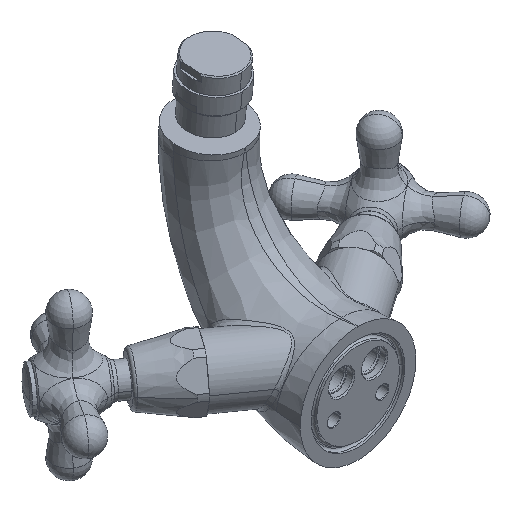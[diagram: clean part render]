
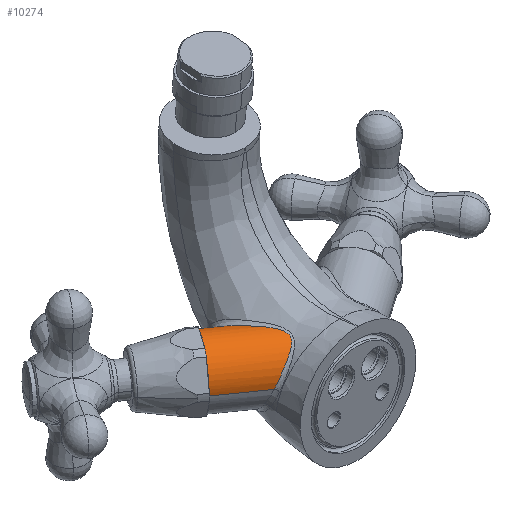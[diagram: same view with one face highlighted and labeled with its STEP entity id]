
A CAD part, isometric view. The second image highlights one B-rep face of the part: STEP entity #10274.
In plain terms, the highlighted cylindrical face has radius 13.75 mm (diameter 27.5 mm), a partial arc.
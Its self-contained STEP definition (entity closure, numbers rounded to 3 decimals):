
#2404=CARTESIAN_POINT('',(-35.,36.,8.));
#2405=DIRECTION('',(0.819,-0.574,0.));
#2406=DIRECTION('',(0.574,0.819,0.));
#2407=AXIS2_PLACEMENT_3D('',#2404,#2405,#2406);
#2409=DIRECTION('',(-0.819,0.574,0.));
#2410=VECTOR('',#2409,3.302);
#2411=CARTESIAN_POINT('',(-24.408,45.369,8.));
#2412=LINE('',#2411,#2410);
#2413=CARTESIAN_POINT('',(-25.111,43.939,14.39));
#2414=CARTESIAN_POINT('',(-25.118,44.071,14.191));
#2415=CARTESIAN_POINT('',(-25.125,44.32,13.786));
#2416=CARTESIAN_POINT('',(-25.11,44.644,13.155));
#2417=CARTESIAN_POINT('',(-25.071,44.917,12.499));
#2418=CARTESIAN_POINT('',(-25.011,45.139,11.819));
#2419=CARTESIAN_POINT('',(-24.929,45.306,11.113));
#2420=CARTESIAN_POINT('',(-24.827,45.418,10.381));
#2421=CARTESIAN_POINT('',(-24.707,45.47,9.62));
#2422=CARTESIAN_POINT('',(-24.567,45.46,8.828));
#2423=CARTESIAN_POINT('',(-24.463,45.408,8.279));
#2424=CARTESIAN_POINT('',(-24.408,45.369,8.));
#2426=CARTESIAN_POINT('',(-25.51,12.569,8.));
#2427=CARTESIAN_POINT('',(-25.371,12.472,8.373));
#2428=CARTESIAN_POINT('',(-25.069,12.298,9.12));
#2429=CARTESIAN_POINT('',(-24.549,12.101,10.236));
#2430=CARTESIAN_POINT('',(-23.959,11.967,11.342));
#2431=CARTESIAN_POINT('',(-23.3,11.898,12.433));
#2432=CARTESIAN_POINT('',(-22.577,11.895,13.498));
#2433=CARTESIAN_POINT('',(-21.793,11.958,14.53));
#2434=CARTESIAN_POINT('',(-20.958,12.09,15.518));
#2435=CARTESIAN_POINT('',(-20.085,12.29,16.45));
#2436=CARTESIAN_POINT('',(-19.196,12.556,17.309));
#2437=CARTESIAN_POINT('',(-18.324,12.882,18.08));
#2438=CARTESIAN_POINT('',(-17.513,13.252,18.74));
#2439=CARTESIAN_POINT('',(-16.806,13.644,19.281));
#2440=CARTESIAN_POINT('',(-16.202,14.045,19.721));
#2441=CARTESIAN_POINT('',(-15.696,14.449,20.079));
#2442=CARTESIAN_POINT('',(-15.276,14.852,20.372));
#2443=CARTESIAN_POINT('',(-14.934,15.251,20.612));
#2444=CARTESIAN_POINT('',(-14.655,15.649,20.812));
#2445=CARTESIAN_POINT('',(-14.428,16.051,20.981));
#2446=CARTESIAN_POINT('',(-14.248,16.462,21.126));
#2447=CARTESIAN_POINT('',(-14.111,16.888,21.253));
#2448=CARTESIAN_POINT('',(-14.012,17.339,21.363));
#2449=CARTESIAN_POINT('',(-13.954,17.825,21.461));
#2450=CARTESIAN_POINT('',(-13.941,18.357,21.546));
#2451=CARTESIAN_POINT('',(-13.979,18.951,21.62));
#2452=CARTESIAN_POINT('',(-14.08,19.618,21.68));
#2453=CARTESIAN_POINT('',(-14.254,20.363,21.723));
#2454=CARTESIAN_POINT('',(-14.508,21.19,21.748));
#2455=CARTESIAN_POINT('',(-14.85,22.101,21.753));
#2456=CARTESIAN_POINT('',(-15.282,23.102,21.734));
#2457=CARTESIAN_POINT('',(-15.81,24.199,21.689));
#2458=CARTESIAN_POINT('',(-16.433,25.398,21.614));
#2459=CARTESIAN_POINT('',(-17.155,26.71,21.503));
#2460=CARTESIAN_POINT('',(-17.976,28.15,21.347));
#2461=CARTESIAN_POINT('',(-18.896,29.737,21.132));
#2462=CARTESIAN_POINT('',(-19.931,31.529,20.829));
#2463=CARTESIAN_POINT('',(-21.024,33.474,20.412));
#2464=CARTESIAN_POINT('',(-21.954,35.218,19.94));
#2465=CARTESIAN_POINT('',(-22.705,36.72,19.443));
#2466=CARTESIAN_POINT('',(-23.317,38.04,18.919));
#2467=CARTESIAN_POINT('',(-23.799,39.18,18.38));
#2468=CARTESIAN_POINT('',(-24.176,40.166,17.834));
#2469=CARTESIAN_POINT('',(-24.47,41.023,17.281));
#2470=CARTESIAN_POINT('',(-24.695,41.773,16.72));
#2471=CARTESIAN_POINT('',(-24.865,42.432,16.15));
#2472=CARTESIAN_POINT('',(-24.987,43.007,15.574));
#2473=CARTESIAN_POINT('',(-25.069,43.509,14.99));
#2474=CARTESIAN_POINT('',(-25.1,43.803,14.591));
#2475=CARTESIAN_POINT('',(-25.111,43.939,14.39));
#2477=DIRECTION('',(-0.819,0.574,0.));
#2478=VECTOR('',#2477,21.213);
#2479=CARTESIAN_POINT('',(-25.51,12.569,8.));
#2480=LINE('',#2479,#2478);
#2481=CARTESIAN_POINT('',(-35.,36.,8.));
#2482=DIRECTION('',(0.819,-0.574,0.));
#2483=DIRECTION('',(-0.555,-0.793,0.25));
#2484=AXIS2_PLACEMENT_3D('',#2481,#2482,#2483);
#2486=CARTESIAN_POINT('',(-35.,36.,8.));
#2487=DIRECTION('',(0.819,-0.574,0.));
#2488=DIRECTION('',(-0.153,-0.219,0.964));
#2489=AXIS2_PLACEMENT_3D('',#2486,#2487,#2488);
#2491=CARTESIAN_POINT('',(-35.,36.,8.));
#2492=DIRECTION('',(0.819,-0.574,0.));
#2493=DIRECTION('',(0.402,0.574,0.713));
#2494=AXIS2_PLACEMENT_3D('',#2491,#2492,#2493);
#2922=CARTESIAN_POINT('',(-35.,36.,8.));
#2923=DIRECTION('',(-0.819,0.574,0.));
#2924=DIRECTION('',(-0.555,-0.793,0.25));
#2925=AXIS2_PLACEMENT_3D('',#2922,#2923,#2924);
#2944=CARTESIAN_POINT('',(-35.,36.,8.));
#2945=DIRECTION('',(-0.819,0.574,0.));
#2946=DIRECTION('',(-0.153,-0.219,0.964));
#2947=AXIS2_PLACEMENT_3D('',#2944,#2945,#2946);
#2974=CARTESIAN_POINT('',(-35.,36.,8.));
#2975=DIRECTION('',(-0.819,0.574,0.));
#2976=DIRECTION('',(0.402,0.574,0.713));
#2977=AXIS2_PLACEMENT_3D('',#2974,#2975,#2976);
#5790=VERTEX_POINT('',#2413);
#5791=VERTEX_POINT('',#2424);
#5797=VERTEX_POINT('',#2426);
#5947=CARTESIAN_POINT('',(-42.887,24.737,8.));
#5949=VERTEX_POINT('',#5947);
#5960=CARTESIAN_POINT('',(-27.113,47.263,8.));
#5962=VERTEX_POINT('',#5960);
#5963=CARTESIAN_POINT('',(-42.635,25.095,11.443));
#5964=CARTESIAN_POINT('',(-40.528,28.105,17.807));
#5965=VERTEX_POINT('',#5963);
#5966=VERTEX_POINT('',#5964);
#5967=CARTESIAN_POINT('',(-27.365,46.905,11.443));
#5968=CARTESIAN_POINT('',(-29.472,43.895,17.807));
#5969=VERTEX_POINT('',#5967);
#5970=VERTEX_POINT('',#5968);
#5971=CARTESIAN_POINT('',(-32.893,39.01,21.25));
#5972=CARTESIAN_POINT('',(-37.107,32.99,21.25));
#5973=VERTEX_POINT('',#5971);
#5974=VERTEX_POINT('',#5972);
#10247=CARTESIAN_POINT('',(7.915,5.95,8.));
#10248=DIRECTION('',(0.819,-0.574,0.));
#10249=DIRECTION('',(-0.574,-0.819,0.));
#10250=AXIS2_PLACEMENT_3D('',#10247,#10248,#10249);
#10251=CYLINDRICAL_SURFACE('',#10250,13.75);
#10253=ORIENTED_EDGE('',*,*,#10252,.F.);
#10255=ORIENTED_EDGE('',*,*,#10254,.F.);
#10256=ORIENTED_EDGE('',*,*,#10231,.F.);
#10257=ORIENTED_EDGE('',*,*,#10022,.F.);
#10259=ORIENTED_EDGE('',*,*,#10258,.T.);
#10261=ORIENTED_EDGE('',*,*,#10260,.F.);
#10263=ORIENTED_EDGE('',*,*,#10262,.T.);
#10265=ORIENTED_EDGE('',*,*,#10264,.F.);
#10267=ORIENTED_EDGE('',*,*,#10266,.T.);
#10269=ORIENTED_EDGE('',*,*,#10268,.F.);
#10271=ORIENTED_EDGE('',*,*,#10270,.T.);
#10272=EDGE_LOOP('',(#10253,#10255,#10256,#10257,#10259,#10261,#10263,#10265,
#10267,#10269,#10271));
#10273=FACE_OUTER_BOUND('',#10272,.F.);
#10274=ADVANCED_FACE('',(#10273),#10251,.T.);
#2408=CIRCLE('',#2407,13.75);
#2425=B_SPLINE_CURVE_WITH_KNOTS('',3,(#2413,#2414,#2415,#2416,#2417,#2418,#2419,
#2420,#2421,#2422,#2423,#2424),.UNSPECIFIED.,.F.,.F.,(4,1,1,1,1,1,1,1,1,4),
(0.,0.111,0.222,0.333,0.444,
0.556,0.667,0.778,0.889,1.),
.UNSPECIFIED.);
#2476=B_SPLINE_CURVE_WITH_KNOTS('',3,(#2426,#2427,#2428,#2429,#2430,#2431,#2432,
#2433,#2434,#2435,#2436,#2437,#2438,#2439,#2440,#2441,#2442,#2443,#2444,#2445,
#2446,#2447,#2448,#2449,#2450,#2451,#2452,#2453,#2454,#2455,#2456,#2457,#2458,
#2459,#2460,#2461,#2462,#2463,#2464,#2465,#2466,#2467,#2468,#2469,#2470,#2471,
#2472,#2473,#2474,#2475),.UNSPECIFIED.,.F.,.F.,(4,1,1,1,1,1,1,1,1,1,1,1,1,1,1,1,
1,1,1,1,1,1,1,1,1,1,1,1,1,1,1,1,1,1,1,1,1,1,1,1,1,1,1,1,1,1,1,4),(0.,
0.021,0.043,0.064,0.085,
0.106,0.128,0.149,0.17,
0.191,0.213,0.234,0.255,
0.277,0.298,0.319,0.34,
0.362,0.383,0.404,0.426,
0.447,0.468,0.489,0.511,
0.532,0.553,0.574,0.596,
0.617,0.638,0.66,0.681,
0.702,0.723,0.745,0.766,
0.787,0.809,0.83,0.851,
0.872,0.894,0.915,0.936,
0.957,0.979,1.),.UNSPECIFIED.);
#2485=CIRCLE('',#2484,13.75);
#2490=CIRCLE('',#2489,13.75);
#2495=CIRCLE('',#2494,13.75);
#2926=CIRCLE('',#2925,13.75);
#2948=CIRCLE('',#2947,13.75);
#2978=CIRCLE('',#2977,13.75);
#10022=EDGE_CURVE('',#5797,#5790,#2476,.T.);
#10231=EDGE_CURVE('',#5790,#5791,#2425,.T.);
#10252=EDGE_CURVE('',#5962,#5969,#2408,.T.);
#10254=EDGE_CURVE('',#5791,#5962,#2412,.T.);
#10258=EDGE_CURVE('',#5797,#5949,#2480,.T.);
#10260=EDGE_CURVE('',#5965,#5949,#2485,.T.);
#10262=EDGE_CURVE('',#5965,#5966,#2926,.T.);
#10264=EDGE_CURVE('',#5974,#5966,#2490,.T.);
#10266=EDGE_CURVE('',#5974,#5973,#2948,.T.);
#10268=EDGE_CURVE('',#5970,#5973,#2495,.T.);
#10270=EDGE_CURVE('',#5970,#5969,#2978,.T.);
